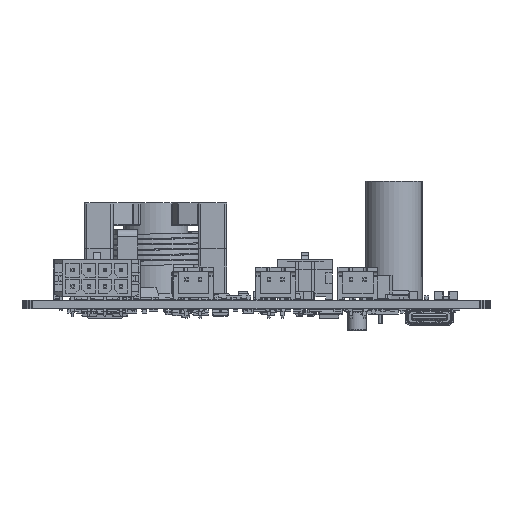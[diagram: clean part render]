
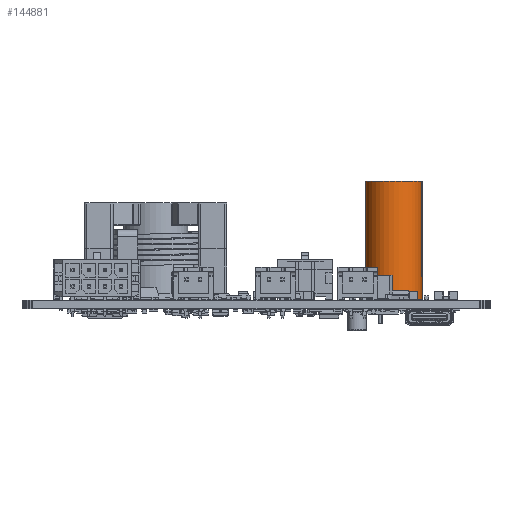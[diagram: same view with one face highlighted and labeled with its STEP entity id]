
A CAD part, left-side view. The second image highlights one B-rep face of the part: STEP entity #144881.
In plain terms, the highlighted cylindrical face has radius 5.245 mm (diameter 10.49 mm), a full revolution.
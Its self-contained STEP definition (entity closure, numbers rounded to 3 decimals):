
#144881 = ADVANCED_FACE('',(#144882),#144895,.T.);
#144882 = FACE_BOUND('',#144883,.T.);
#144883 = EDGE_LOOP('',(#144884,#144918,#144940,#144971));
#144884 = ORIENTED_EDGE('',*,*,#144885,.F.);
#144885 = EDGE_CURVE('',#144886,#144886,#144888,.T.);
#144886 = VERTEX_POINT('',#144887);
#144887 = CARTESIAN_POINT('',(-2.745,0.,21.996));
#144888 = SURFACE_CURVE('',#144889,(#144894,#144906),.PCURVE_S1.);
#144889 = CIRCLE('',#144890,5.245);
#144890 = AXIS2_PLACEMENT_3D('',#144891,#144892,#144893);
#144891 = CARTESIAN_POINT('',(2.5,0.,21.996));
#144892 = DIRECTION('',(0.,0.,1.));
#144893 = DIRECTION('',(1.,0.,-0.));
#144894 = PCURVE('',#144895,#144900);
#144895 = CYLINDRICAL_SURFACE('',#144896,5.245);
#144896 = AXIS2_PLACEMENT_3D('',#144897,#144898,#144899);
#144897 = CARTESIAN_POINT('',(2.5,0.,0.));
#144898 = DIRECTION('',(0.,0.,1.));
#144899 = DIRECTION('',(1.,0.,-0.));
#144900 = DEFINITIONAL_REPRESENTATION('',(#144901),#144905);
#144901 = LINE('',#144902,#144903);
#144902 = CARTESIAN_POINT('',(0.,21.996));
#144903 = VECTOR('',#144904,1.);
#144904 = DIRECTION('',(1.,0.));
#144905 = ( GEOMETRIC_REPRESENTATION_CONTEXT(2) 
PARAMETRIC_REPRESENTATION_CONTEXT() REPRESENTATION_CONTEXT('2D SPACE',''
  ) );
#144906 = PCURVE('',#144907,#144912);
#144907 = PLANE('',#144908);
#144908 = AXIS2_PLACEMENT_3D('',#144909,#144910,#144911);
#144909 = CARTESIAN_POINT('',(2.5,0.,21.996));
#144910 = DIRECTION('',(0.,0.,1.));
#144911 = DIRECTION('',(0.,1.,0.));
#144912 = DEFINITIONAL_REPRESENTATION('',(#144913),#144917);
#144913 = CIRCLE('',#144914,5.245);
#144914 = AXIS2_PLACEMENT_2D('',#144915,#144916);
#144915 = CARTESIAN_POINT('',(0.,0.));
#144916 = DIRECTION('',(0.,-1.));
#144917 = ( GEOMETRIC_REPRESENTATION_CONTEXT(2) 
PARAMETRIC_REPRESENTATION_CONTEXT() REPRESENTATION_CONTEXT('2D SPACE',''
  ) );
#144918 = ORIENTED_EDGE('',*,*,#144919,.F.);
#144919 = EDGE_CURVE('',#144920,#144886,#144922,.T.);
#144920 = VERTEX_POINT('',#144921);
#144921 = CARTESIAN_POINT('',(-2.745,0.,0.));
#144922 = SEAM_CURVE('',#144923,(#144926,#144933),.PCURVE_S1.);
#144923 = B_SPLINE_CURVE_WITH_KNOTS('',1,(#144924,#144925),
  .UNSPECIFIED.,.F.,.F.,(2,2),(0.,21.996),.PIECEWISE_BEZIER_KNOTS.);
#144924 = CARTESIAN_POINT('',(-2.745,0.,0.));
#144925 = CARTESIAN_POINT('',(-2.745,0.,21.996));
#144926 = PCURVE('',#144895,#144927);
#144927 = DEFINITIONAL_REPRESENTATION('',(#144928),#144932);
#144928 = LINE('',#144929,#144930);
#144929 = CARTESIAN_POINT('',(3.142,0.));
#144930 = VECTOR('',#144931,1.);
#144931 = DIRECTION('',(0.,1.));
#144932 = ( GEOMETRIC_REPRESENTATION_CONTEXT(2) 
PARAMETRIC_REPRESENTATION_CONTEXT() REPRESENTATION_CONTEXT('2D SPACE',''
  ) );
#144933 = PCURVE('',#144895,#144934);
#144934 = DEFINITIONAL_REPRESENTATION('',(#144935),#144939);
#144935 = LINE('',#144936,#144937);
#144936 = CARTESIAN_POINT('',(9.425,0.));
#144937 = VECTOR('',#144938,1.);
#144938 = DIRECTION('',(0.,1.));
#144939 = ( GEOMETRIC_REPRESENTATION_CONTEXT(2) 
PARAMETRIC_REPRESENTATION_CONTEXT() REPRESENTATION_CONTEXT('2D SPACE',''
  ) );
#144940 = ORIENTED_EDGE('',*,*,#144941,.F.);
#144941 = EDGE_CURVE('',#144920,#144920,#144942,.T.);
#144942 = SURFACE_CURVE('',#144943,(#144948,#144955),.PCURVE_S1.);
#144943 = CIRCLE('',#144944,5.245);
#144944 = AXIS2_PLACEMENT_3D('',#144945,#144946,#144947);
#144945 = CARTESIAN_POINT('',(2.5,0.,0.));
#144946 = DIRECTION('',(0.,0.,-1.));
#144947 = DIRECTION('',(1.,0.,0.));
#144948 = PCURVE('',#144895,#144949);
#144949 = DEFINITIONAL_REPRESENTATION('',(#144950),#144954);
#144950 = LINE('',#144951,#144952);
#144951 = CARTESIAN_POINT('',(12.566,0.));
#144952 = VECTOR('',#144953,1.);
#144953 = DIRECTION('',(-1.,0.));
#144954 = ( GEOMETRIC_REPRESENTATION_CONTEXT(2) 
PARAMETRIC_REPRESENTATION_CONTEXT() REPRESENTATION_CONTEXT('2D SPACE',''
  ) );
#144955 = PCURVE('',#144956,#144961);
#144956 = PLANE('',#144957);
#144957 = AXIS2_PLACEMENT_3D('',#144958,#144959,#144960);
#144958 = CARTESIAN_POINT('',(2.5,0.,0.));
#144959 = DIRECTION('',(0.,0.,1.));
#144960 = DIRECTION('',(0.,1.,0.));
#144961 = DEFINITIONAL_REPRESENTATION('',(#144962),#144970);
#144962 = ( BOUNDED_CURVE() B_SPLINE_CURVE(2,(#144963,#144964,#144965,
    #144966,#144967,#144968,#144969),.UNSPECIFIED.,.T.,.F.) 
B_SPLINE_CURVE_WITH_KNOTS((1,2,2,2,2,1),(-2.094,0.,
    2.094,4.189,6.283,8.378),
.UNSPECIFIED.) CURVE() GEOMETRIC_REPRESENTATION_ITEM() 
RATIONAL_B_SPLINE_CURVE((1.,0.5,1.,0.5,1.,0.5,1.)) REPRESENTATION_ITEM(
  '') );
#144963 = CARTESIAN_POINT('',(0.,-5.245));
#144964 = CARTESIAN_POINT('',(-9.085,-5.245));
#144965 = CARTESIAN_POINT('',(-4.542,2.623));
#144966 = CARTESIAN_POINT('',(0.,10.49));
#144967 = CARTESIAN_POINT('',(4.542,2.623));
#144968 = CARTESIAN_POINT('',(9.085,-5.245));
#144969 = CARTESIAN_POINT('',(0.,-5.245));
#144970 = ( GEOMETRIC_REPRESENTATION_CONTEXT(2) 
PARAMETRIC_REPRESENTATION_CONTEXT() REPRESENTATION_CONTEXT('2D SPACE',''
  ) );
#144971 = ORIENTED_EDGE('',*,*,#144919,.T.);
